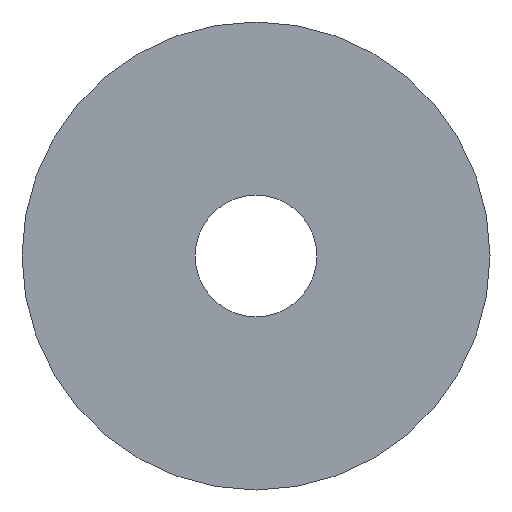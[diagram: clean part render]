
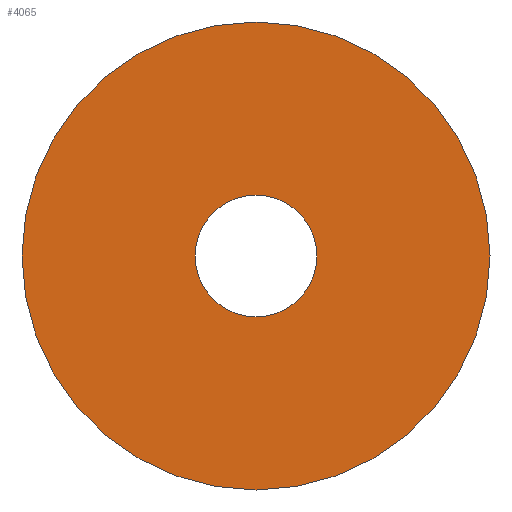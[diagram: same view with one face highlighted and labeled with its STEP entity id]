
A CAD part, left-side view. The second image highlights one B-rep face of the part: STEP entity #4065.
In plain terms, the highlighted planar face has unit normal (-1, 0, 0).
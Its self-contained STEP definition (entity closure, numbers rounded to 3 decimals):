
#3998 = CYLINDRICAL_SURFACE('',#3999,39.05);
#3999 = AXIS2_PLACEMENT_3D('',#4000,#4001,#4002);
#4000 = CARTESIAN_POINT('',(-129.455,0.,0.));
#4001 = DIRECTION('',(-1.,-0.,-0.));
#4002 = DIRECTION('',(0.,1.,0.));
#4016 = VERTEX_POINT('',#4017);
#4017 = CARTESIAN_POINT('',(-144.,39.05,0.));
#4038 = EDGE_CURVE('',#4016,#4016,#4039,.T.);
#4039 = SURFACE_CURVE('',#4040,(#4045,#4052),.PCURVE_S1.);
#4040 = CIRCLE('',#4041,39.05);
#4041 = AXIS2_PLACEMENT_3D('',#4042,#4043,#4044);
#4042 = CARTESIAN_POINT('',(-144.,0.,0.));
#4043 = DIRECTION('',(1.,0.,0.));
#4044 = DIRECTION('',(-0.,1.,0.));
#4045 = PCURVE('',#3998,#4046);
#4046 = DEFINITIONAL_REPRESENTATION('',(#4047),#4051);
#4047 = LINE('',#4048,#4049);
#4048 = CARTESIAN_POINT('',(-0.,14.545));
#4049 = VECTOR('',#4050,1.);
#4050 = DIRECTION('',(-1.,0.));
#4051 = ( GEOMETRIC_REPRESENTATION_CONTEXT(2) 
PARAMETRIC_REPRESENTATION_CONTEXT() REPRESENTATION_CONTEXT('2D SPACE',''
  ) );
#4052 = PCURVE('',#4053,#4058);
#4053 = PLANE('',#4054);
#4054 = AXIS2_PLACEMENT_3D('',#4055,#4056,#4057);
#4055 = CARTESIAN_POINT('',(-144.,0.,0.));
#4056 = DIRECTION('',(1.,0.,0.));
#4057 = DIRECTION('',(-0.,1.,0.));
#4058 = DEFINITIONAL_REPRESENTATION('',(#4059),#4063);
#4059 = CIRCLE('',#4060,39.05);
#4060 = AXIS2_PLACEMENT_2D('',#4061,#4062);
#4061 = CARTESIAN_POINT('',(0.,0.));
#4062 = DIRECTION('',(1.,-0.));
#4063 = ( GEOMETRIC_REPRESENTATION_CONTEXT(2) 
PARAMETRIC_REPRESENTATION_CONTEXT() REPRESENTATION_CONTEXT('2D SPACE',''
  ) );
#4065 = ADVANCED_FACE('',(#4066,#4069),#4053,.F.);
#4066 = FACE_BOUND('',#4067,.T.);
#4067 = EDGE_LOOP('',(#4068));
#4068 = ORIENTED_EDGE('',*,*,#4038,.T.);
#4069 = FACE_BOUND('',#4070,.T.);
#4070 = EDGE_LOOP('',(#4071));
#4071 = ORIENTED_EDGE('',*,*,#4072,.F.);
#4072 = EDGE_CURVE('',#4073,#4073,#4075,.T.);
#4073 = VERTEX_POINT('',#4074);
#4074 = CARTESIAN_POINT('',(-144.,150.,0.));
#4075 = SURFACE_CURVE('',#4076,(#4081,#4088),.PCURVE_S1.);
#4076 = CIRCLE('',#4077,150.);
#4077 = AXIS2_PLACEMENT_3D('',#4078,#4079,#4080);
#4078 = CARTESIAN_POINT('',(-144.,0.,0.));
#4079 = DIRECTION('',(1.,0.,0.));
#4080 = DIRECTION('',(-0.,1.,0.));
#4081 = PCURVE('',#4053,#4082);
#4082 = DEFINITIONAL_REPRESENTATION('',(#4083),#4087);
#4083 = CIRCLE('',#4084,150.);
#4084 = AXIS2_PLACEMENT_2D('',#4085,#4086);
#4085 = CARTESIAN_POINT('',(0.,0.));
#4086 = DIRECTION('',(1.,-0.));
#4087 = ( GEOMETRIC_REPRESENTATION_CONTEXT(2) 
PARAMETRIC_REPRESENTATION_CONTEXT() REPRESENTATION_CONTEXT('2D SPACE',''
  ) );
#4088 = PCURVE('',#4089,#4094);
#4089 = CYLINDRICAL_SURFACE('',#4090,150.);
#4090 = AXIS2_PLACEMENT_3D('',#4091,#4092,#4093);
#4091 = CARTESIAN_POINT('',(-144.,0.,0.));
#4092 = DIRECTION('',(1.,0.,0.));
#4093 = DIRECTION('',(-0.,1.,0.));
#4094 = DEFINITIONAL_REPRESENTATION('',(#4095),#4099);
#4095 = LINE('',#4096,#4097);
#4096 = CARTESIAN_POINT('',(0.,0.));
#4097 = VECTOR('',#4098,1.);
#4098 = DIRECTION('',(1.,0.));
#4099 = ( GEOMETRIC_REPRESENTATION_CONTEXT(2) 
PARAMETRIC_REPRESENTATION_CONTEXT() REPRESENTATION_CONTEXT('2D SPACE',''
  ) );
